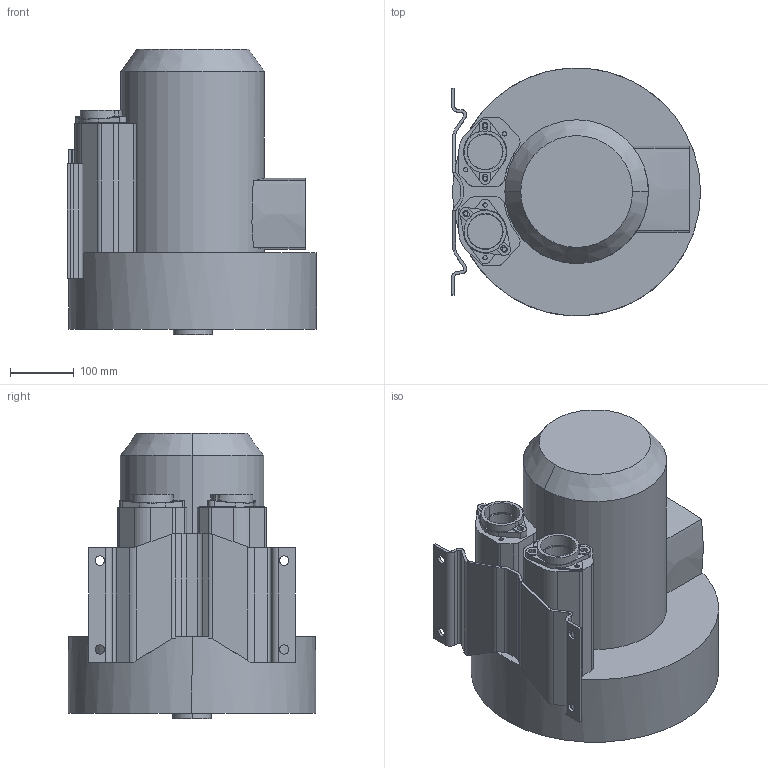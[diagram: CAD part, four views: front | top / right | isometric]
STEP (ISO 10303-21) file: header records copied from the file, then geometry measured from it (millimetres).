
FILE_DESCRIPTION((''),'2;1');
FILE_NAME('2RB710-1AP31','2025-02-10T',('Administrator'),(''),'PRO/ENGINEER BY PARAMETRIC TECHNOLOGY CORPORATION, 2007090','PRO/ENGINEER BY PARAMETRIC TECHNOLOGY CORPORATION, 2007090','');
FILE_SCHEMA(('AUTOMOTIVE_DESIGN_CC2 { 1 2 10303 214 -1 1 5 2 }'));
Length unit declared in the file: millimetre
Products named in the file (1): 2RB710-1AP31
Bounding box: 392 x 390 x 449.4 mm (x, y, z)
Volume: 31453666.9 mm3; surface area: 934186.2 mm2
Topology: 1 solids, 1 shells, 228 faces, 701 edges, 496 vertices
Faces by surface type: plane 116, cylinder 106, extrusion 4, cone 2
Entity records: 8420 total; most frequent: CARTESIAN_POINT 1785, DIRECTION 1411, ORIENTED_EDGE 1402, EDGE_CURVE 701, AXIS2_PLACEMENT_3D 528, VERTEX_POINT 496, VECTOR 355, LINE 351
